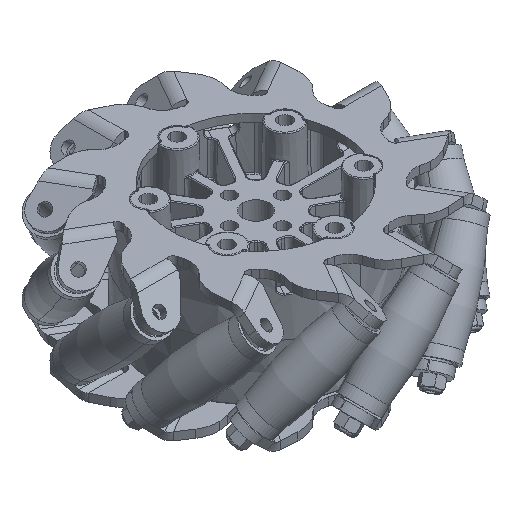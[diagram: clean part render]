
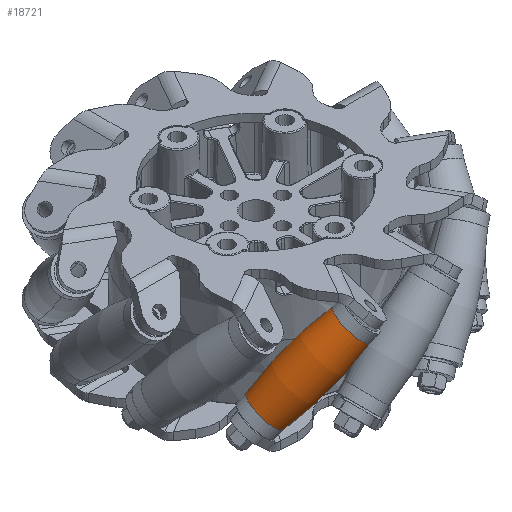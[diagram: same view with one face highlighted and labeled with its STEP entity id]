
A CAD part, isometric view. The second image highlights one B-rep face of the part: STEP entity #18721.
In plain terms, the highlighted toroidal (fillet/blend) face has major radius 87.804 mm and minor radius 94.344 mm.
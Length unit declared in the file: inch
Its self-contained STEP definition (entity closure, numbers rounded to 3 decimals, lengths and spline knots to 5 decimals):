
#1079 = ORIENTED_EDGE ( 'NONE', *, *, #20868, .T. ) ;
#1290 = DIRECTION ( 'NONE',  ( -1., 0., 0. ) ) ;
#5080 = CARTESIAN_POINT ( 'NONE',  ( 0., 0., -3.45685 ) ) ;
#10418 = CIRCLE ( 'NONE', #43529, 0.219 ) ;
#10548 = VERTEX_POINT ( 'NONE', #30342 ) ;
#11009 = AXIS2_PLACEMENT_3D ( 'NONE', #53929, #26624, #13018 ) ;
#11024 = EDGE_CURVE ( 'NONE', #10548, #58328, #21064, .T. ) ;
#13018 = DIRECTION ( 'NONE',  ( 0., 0., 1. ) ) ;
#13666 = ORIENTED_EDGE ( 'NONE', *, *, #11024, .F. ) ;
#16614 = EDGE_LOOP ( 'NONE', ( #1079, #27101, #44719, #13666 ) ) ;
#17266 = AXIS2_PLACEMENT_3D ( 'NONE', #5080, #58145, #41254 ) ;
#18079 = CIRCLE ( 'NONE', #28471, 0.219 ) ;
#18721 = ADVANCED_FACE ( 'NONE', ( #53355 ), #36544, .T. ) ;
#19209 = DIRECTION ( 'NONE',  ( 1., 0., 0. ) ) ;
#19381 = DIRECTION ( 'NONE',  ( 0., 0., 1. ) ) ;
#20868 = EDGE_CURVE ( 'NONE', #10548, #36901, #18079, .T. ) ;
#21064 = CIRCLE ( 'NONE', #17266, 3.71435 ) ;
#26624 = DIRECTION ( 'NONE',  ( -1., 0., 0. ) ) ;
#27101 = ORIENTED_EDGE ( 'NONE', *, *, #40467, .T. ) ;
#27476 = DIRECTION ( 'NONE',  ( 0., 0., -1. ) ) ;
#28203 = DIRECTION ( 'NONE',  ( 0., 1., 0. ) ) ;
#28471 = AXIS2_PLACEMENT_3D ( 'NONE', #55251, #1290, #19381 ) ;
#30342 = CARTESIAN_POINT ( 'NONE',  ( 0.53341, 0., 0.219 ) ) ;
#30892 = CARTESIAN_POINT ( 'NONE',  ( 0.53341, 0., -0.219 ) ) ;
#33090 = CARTESIAN_POINT ( 'NONE',  ( -0.53341, 0., -0.219 ) ) ;
#34787 = CARTESIAN_POINT ( 'NONE',  ( -0.53341, 0., 0.219 ) ) ;
#36544 = TOROIDAL_SURFACE ( 'NONE', #11009, -3.45685, 3.71435 ) ;
#36901 = VERTEX_POINT ( 'NONE', #30892 ) ;
#40467 = EDGE_CURVE ( 'NONE', #36901, #52216, #56658, .T. ) ;
#41254 = DIRECTION ( 'NONE',  ( 0., 0., -1. ) ) ;
#42009 = EDGE_CURVE ( 'NONE', #52216, #58328, #10418, .T. ) ;
#43529 = AXIS2_PLACEMENT_3D ( 'NONE', #45563, #19209, #27476 ) ;
#44719 = ORIENTED_EDGE ( 'NONE', *, *, #42009, .T. ) ;
#45563 = CARTESIAN_POINT ( 'NONE',  ( -0.53341, 0., 0. ) ) ;
#46293 = CARTESIAN_POINT ( 'NONE',  ( 0., 0., 3.45685 ) ) ;
#52216 = VERTEX_POINT ( 'NONE', #33090 ) ;
#53355 = FACE_OUTER_BOUND ( 'NONE', #16614, .T. ) ;
#53813 = AXIS2_PLACEMENT_3D ( 'NONE', #46293, #28203, #55783 ) ;
#53929 = CARTESIAN_POINT ( 'NONE',  ( 0., 0., 0. ) ) ;
#55251 = CARTESIAN_POINT ( 'NONE',  ( 0.53341, 0., 0. ) ) ;
#55783 = DIRECTION ( 'NONE',  ( 0., 0., 1. ) ) ;
#56658 = CIRCLE ( 'NONE', #53813, 3.71435 ) ;
#58145 = DIRECTION ( 'NONE',  ( 0., -1., 0. ) ) ;
#58328 = VERTEX_POINT ( 'NONE', #34787 ) ;
